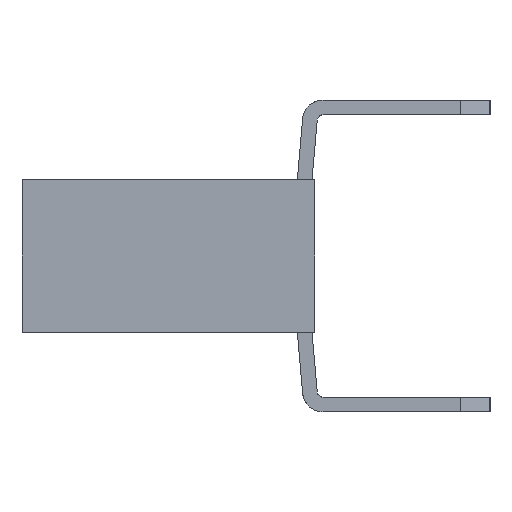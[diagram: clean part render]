
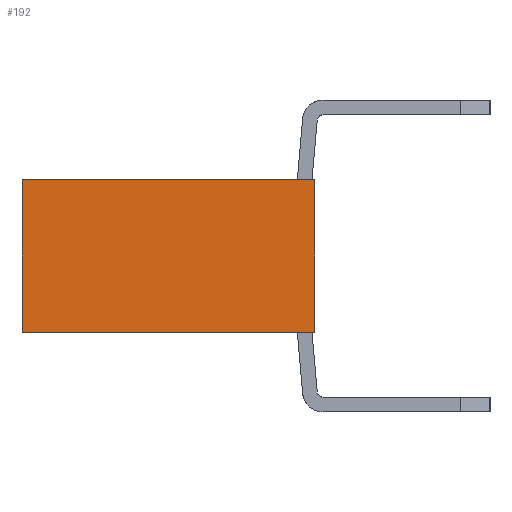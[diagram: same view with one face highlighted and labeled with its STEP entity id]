
A CAD part, left-side view. The second image highlights one B-rep face of the part: STEP entity #192.
In plain terms, the highlighted planar face has unit normal (-1, 0, 0).
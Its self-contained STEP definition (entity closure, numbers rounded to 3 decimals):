
#128=CARTESIAN_POINT('',(25.4,2.5,-1.3));
#129=DIRECTION('',(0.,0.,1.));
#130=DIRECTION('',(-1.,0.,0.));
#131=AXIS2_PLACEMENT_3D('',#128,#130,#129);
#132=PLANE('',#131);
#133=CARTESIAN_POINT('',(25.4,0.,-2.6));
#134=VERTEX_POINT('',#133);
#135=CARTESIAN_POINT('',(25.4,0.4,-2.6));
#136=VERTEX_POINT('',#135);
#137=CARTESIAN_POINT('',(25.4,0.,-2.6));
#138=DIRECTION('',(0.,1.,0.));
#139=VECTOR('',#138,0.4);
#140=LINE('',#137,#139);
#141=EDGE_CURVE('',#134,#136,#140,.T.);
#142=ORIENTED_EDGE('',*,*,#141,.F.);
#143=CARTESIAN_POINT('',(25.4,0.,0.));
#144=VERTEX_POINT('',#143);
#145=CARTESIAN_POINT('',(25.4,0.,0.));
#146=DIRECTION('',(0.,0.,-1.));
#147=VECTOR('',#146,2.6);
#148=LINE('',#145,#147);
#149=EDGE_CURVE('',#144,#134,#148,.T.);
#150=ORIENTED_EDGE('',*,*,#149,.F.);
#151=CARTESIAN_POINT('',(25.4,0.4,0.));
#152=VERTEX_POINT('',#151);
#153=CARTESIAN_POINT('',(25.4,0.,0.));
#154=DIRECTION('',(0.,1.,0.));
#155=VECTOR('',#154,0.4);
#156=LINE('',#153,#155);
#157=EDGE_CURVE('',#144,#152,#156,.T.);
#158=ORIENTED_EDGE('',*,*,#157,.T.);
#159=CARTESIAN_POINT('',(25.4,5.,0.));
#160=VERTEX_POINT('',#159);
#161=CARTESIAN_POINT('',(25.4,5.,0.));
#162=CARTESIAN_POINT('',(25.4,4.08,0.));
#163=CARTESIAN_POINT('',(25.4,3.16,0.));
#164=CARTESIAN_POINT('',(25.4,2.24,0.));
#165=CARTESIAN_POINT('',(25.4,1.32,0.));
#166=CARTESIAN_POINT('',(25.4,0.4,0.));
#167=B_SPLINE_CURVE_WITH_KNOTS('',5,(#161,#162,#163,#164,#165,#166),.UNSPECIFIED.,.F.,.U.,(6,6),(0.,4.6),.UNSPECIFIED.);
#168=EDGE_CURVE('',#160,#152,#167,.T.);
#169=ORIENTED_EDGE('',*,*,#168,.F.);
#170=CARTESIAN_POINT('',(25.4,5.,-2.6));
#171=VERTEX_POINT('',#170);
#172=CARTESIAN_POINT('',(25.4,5.,0.));
#173=CARTESIAN_POINT('',(25.4,5.,-0.52));
#174=CARTESIAN_POINT('',(25.4,5.,-1.04));
#175=CARTESIAN_POINT('',(25.4,5.,-1.56));
#176=CARTESIAN_POINT('',(25.4,5.,-2.08));
#177=CARTESIAN_POINT('',(25.4,5.,-2.6));
#178=B_SPLINE_CURVE_WITH_KNOTS('',5,(#172,#173,#174,#175,#176,#177),.UNSPECIFIED.,.F.,.U.,(6,6),(0.,2.6),.UNSPECIFIED.);
#179=EDGE_CURVE('',#160,#171,#178,.T.);
#180=ORIENTED_EDGE('',*,*,#179,.T.);
#181=CARTESIAN_POINT('',(25.4,0.4,-2.6));
#182=CARTESIAN_POINT('',(25.4,1.32,-2.6));
#183=CARTESIAN_POINT('',(25.4,2.24,-2.6));
#184=CARTESIAN_POINT('',(25.4,3.16,-2.6));
#185=CARTESIAN_POINT('',(25.4,4.08,-2.6));
#186=CARTESIAN_POINT('',(25.4,5.,-2.6));
#187=B_SPLINE_CURVE_WITH_KNOTS('',5,(#181,#182,#183,#184,#185,#186),.UNSPECIFIED.,.F.,.U.,(6,6),(0.,4.6),.UNSPECIFIED.);
#188=EDGE_CURVE('',#136,#171,#187,.T.);
#189=ORIENTED_EDGE('',*,*,#188,.F.);
#190=EDGE_LOOP('',(#142,#150,#158,#169,#180,#189));
#191=FACE_OUTER_BOUND('',#190,.T.);
#192=ADVANCED_FACE('',(#191),#132,.T.);
